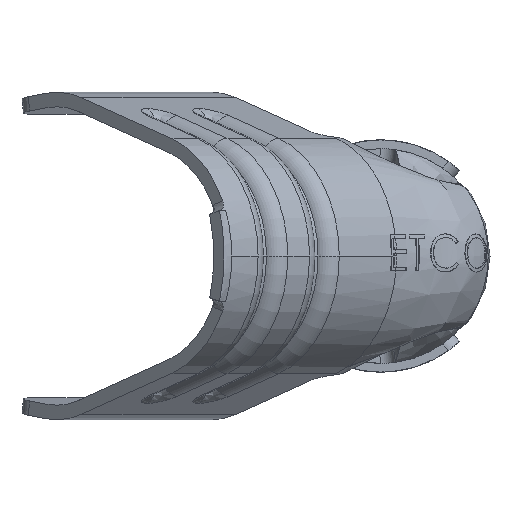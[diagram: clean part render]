
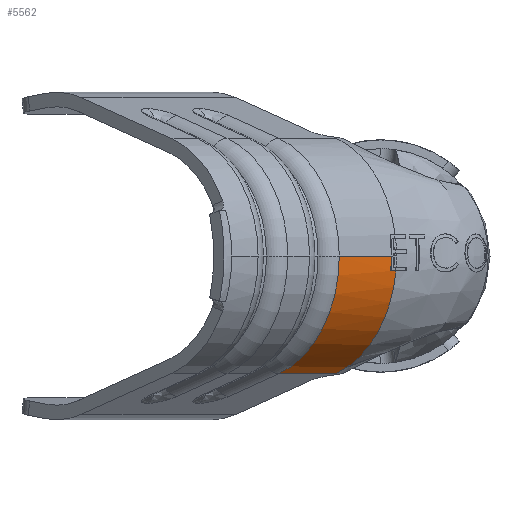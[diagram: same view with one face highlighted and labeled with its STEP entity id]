
A CAD part, left-side view. The second image highlights one B-rep face of the part: STEP entity #5562.
In plain terms, the highlighted cylindrical face has radius 4.318 mm (diameter 8.636 mm), a partial arc.
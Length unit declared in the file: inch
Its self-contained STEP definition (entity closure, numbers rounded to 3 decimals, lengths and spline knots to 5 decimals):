
#29 = CARTESIAN_POINT ( 'NONE',  ( -0.67176, -0.01489, -0.01523 ) ) ;
#110 = VERTEX_POINT ( 'NONE', #10484 ) ;
#205 = DIRECTION ( 'NONE',  ( -0.707, -0.707, 0. ) ) ;
#240 = CARTESIAN_POINT ( 'NONE',  ( -0.66716, -0.01857, -0.02057 ) ) ;
#489 = VERTEX_POINT ( 'NONE', #9640 ) ;
#749 = CARTESIAN_POINT ( 'NONE',  ( -0.66106, 0.14059, -0.16188 ) ) ;
#1075 = ORIENTED_EDGE ( 'NONE', *, *, #10686, .F. ) ;
#1094 = ORIENTED_EDGE ( 'NONE', *, *, #10621, .F. ) ;
#1123 = EDGE_CURVE ( 'NONE', #5461, #110, #5395, .T. ) ;
#1141 = CARTESIAN_POINT ( 'NONE',  ( -0.67217, -0.0153, -0.00296 ) ) ;
#1144 = ORIENTED_EDGE ( 'NONE', *, *, #1123, .F. ) ;
#1160 = ORIENTED_EDGE ( 'NONE', *, *, #6805, .F. ) ;
#1189 = ORIENTED_EDGE ( 'NONE', *, *, #13199, .T. ) ;
#1245 = ORIENTED_EDGE ( 'NONE', *, *, #10788, .T. ) ;
#1250 = ORIENTED_EDGE ( 'NONE', *, *, #10425, .F. ) ;
#1315 = CIRCLE ( 'NONE', #8418, 0.17 ) ;
#1679 = CIRCLE ( 'NONE', #8834, 0.17 ) ;
#2023 = CARTESIAN_POINT ( 'NONE',  ( -0.6713, -0.01443, -0.02057 ) ) ;
#2049 = CARTESIAN_POINT ( 'NONE',  ( -0.67218, -0.01532, -0.00015 ) ) ;
#2164 = VERTEX_POINT ( 'NONE', #2023 ) ;
#2194 = DIRECTION ( 'NONE',  ( -0.707, 0.707, 0. ) ) ;
#2824 = VERTEX_POINT ( 'NONE', #12712 ) ;
#3056 = CARTESIAN_POINT ( 'NONE',  ( -0.54577, 0.09869, 0. ) ) ;
#3943 = CARTESIAN_POINT ( 'NONE',  ( -0.6713, -0.01443, -0.02057 ) ) ;
#4102 = CARTESIAN_POINT ( 'NONE',  ( -0.6651, -0.02064, -0.02058 ) ) ;
#4366 = CARTESIAN_POINT ( 'NONE',  ( -0.64115, 0.0033, -0.10346 ) ) ;
#4664 = B_SPLINE_CURVE_WITH_KNOTS ( 'NONE', 3,
 ( #5012, #9133, #240, #4102 ),
 .UNSPECIFIED., .F., .F.,
 ( 4, 4 ),
 ( 0., 1. ),
 .UNSPECIFIED. ) ;
#4849 = CARTESIAN_POINT ( 'NONE',  ( -0.67214, -0.01528, -0.00473 ) ) ;
#4983 = CARTESIAN_POINT ( 'NONE',  ( -0.62437, 0.17728, 0. ) ) ;
#5012 = CARTESIAN_POINT ( 'NONE',  ( -0.6713, -0.01443, -0.02057 ) ) ;
#5254 = EDGE_LOOP ( 'NONE', ( #1250, #1245, #1189, #1160, #1144, #1094, #1075 ) ) ;
#5368 = AXIS2_PLACEMENT_3D ( 'NONE', #7165, #7104, #7100 ) ;
#5395 = CIRCLE ( 'NONE', #5368, 0.17 ) ;
#5409 = B_SPLINE_CURVE_WITH_KNOTS ( 'NONE', 3,
 ( #6772, #11126, #2049, #5774, #10027, #1141, #4849, #8942, #29, #3943 ),
 .UNSPECIFIED., .F., .F.,
 ( 4, 2, 2, 2, 4 ),
 ( 0.58837, 0.59375, 0.625, 0.75, 1. ),
 .UNSPECIFIED. ) ;
#5461 = VERTEX_POINT ( 'NONE', #4366 ) ;
#5562 = ADVANCED_FACE ( 'NONE', ( #9244 ), #9127, .T. ) ;
#5774 = CARTESIAN_POINT ( 'NONE',  ( -0.67218, -0.01532, -0.00059 ) ) ;
#6101 = AXIS2_PLACEMENT_3D ( 'NONE', #9113, #9057, #9040 ) ;
#6772 = CARTESIAN_POINT ( 'NONE',  ( -0.67218, -0.01532, 0. ) ) ;
#6805 = EDGE_CURVE ( 'NONE', #110, #11523, #13345, .T. ) ;
#6895 = DIRECTION ( 'NONE',  ( 0.707, -0.707, 0. ) ) ;
#6947 = LINE ( 'NONE', #11302, #13007 ) ;
#7100 = DIRECTION ( 'NONE',  ( 0.707, 0.707, 0. ) ) ;
#7104 = DIRECTION ( 'NONE',  ( 0.707, -0.707, 0. ) ) ;
#7165 = CARTESIAN_POINT ( 'NONE',  ( -0.54577, 0.09869, 0. ) ) ;
#8418 = AXIS2_PLACEMENT_3D ( 'NONE', #4983, #9101, #205 ) ;
#8834 = AXIS2_PLACEMENT_3D ( 'NONE', #3056, #6895, #11246 ) ;
#8942 = CARTESIAN_POINT ( 'NONE',  ( -0.67198, -0.01511, -0.01059 ) ) ;
#9040 = DIRECTION ( 'NONE',  ( -0.707, -0.707, 0. ) ) ;
#9057 = DIRECTION ( 'NONE',  ( -0.707, 0.707, 0. ) ) ;
#9101 = DIRECTION ( 'NONE',  ( 0.707, -0.707, 0. ) ) ;
#9113 = CARTESIAN_POINT ( 'NONE',  ( -0.55991, 0.11283, 0. ) ) ;
#9127 = CYLINDRICAL_SURFACE ( 'NONE', #6101, 0.17 ) ;
#9133 = CARTESIAN_POINT ( 'NONE',  ( -0.66923, -0.0165, -0.02057 ) ) ;
#9244 = FACE_OUTER_BOUND ( 'NONE', #5254, .T. ) ;
#9640 = CARTESIAN_POINT ( 'NONE',  ( -0.74458, 0.05708, 0. ) ) ;
#9909 = VECTOR ( 'NONE', #13203, 39.37008 ) ;
#10027 = CARTESIAN_POINT ( 'NONE',  ( -0.67218, -0.01532, -0.00097 ) ) ;
#10425 = EDGE_CURVE ( 'NONE', #11517, #2164, #5409, .T. ) ;
#10484 = CARTESIAN_POINT ( 'NONE',  ( -0.58247, 0.06199, -0.16188 ) ) ;
#10621 = EDGE_CURVE ( 'NONE', #2824, #5461, #1679, .T. ) ;
#10686 = EDGE_CURVE ( 'NONE', #2164, #2824, #4664, .T. ) ;
#10788 = EDGE_CURVE ( 'NONE', #11517, #489, #6947, .T. ) ;
#11126 = CARTESIAN_POINT ( 'NONE',  ( -0.67218, -0.01532, -0.00008 ) ) ;
#11246 = DIRECTION ( 'NONE',  ( 0.707, 0.707, 0. ) ) ;
#11302 = CARTESIAN_POINT ( 'NONE',  ( -0.68012, -0.00738, 0. ) ) ;
#11517 = VERTEX_POINT ( 'NONE', #11815 ) ;
#11523 = VERTEX_POINT ( 'NONE', #749 ) ;
#11815 = CARTESIAN_POINT ( 'NONE',  ( -0.67218, -0.01532, 0. ) ) ;
#12712 = CARTESIAN_POINT ( 'NONE',  ( -0.6651, -0.02064, -0.02058 ) ) ;
#13007 = VECTOR ( 'NONE', #2194, 39.37008 ) ;
#13199 = EDGE_CURVE ( 'NONE', #489, #11523, #1315, .T. ) ;
#13203 = DIRECTION ( 'NONE',  ( -0.707, 0.707, 0. ) ) ;
#13273 = CARTESIAN_POINT ( 'NONE',  ( -0.59661, 0.07613, -0.16188 ) ) ;
#13345 = LINE ( 'NONE', #13273, #9909 ) ;
